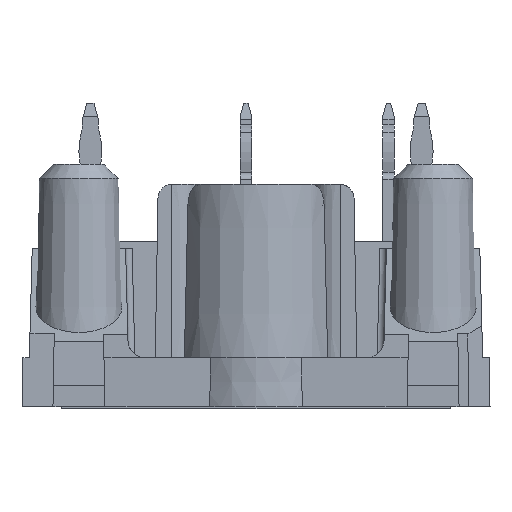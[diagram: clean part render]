
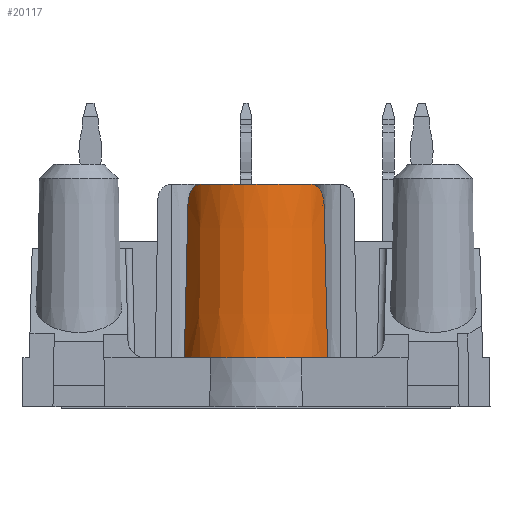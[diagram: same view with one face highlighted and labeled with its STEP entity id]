
A CAD part, left-side view. The second image highlights one B-rep face of the part: STEP entity #20117.
In plain terms, the highlighted conical face has half-angle 1 degrees and reference radius 5.5 mm.
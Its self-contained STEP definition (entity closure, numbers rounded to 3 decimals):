
#25=B_SPLINE_CURVE_WITH_KNOTS('',3,(#26847,#26848,#26849,#26850,#26851,
#26852,#26853,#26854,#26855,#26856,#26857,#26858,#26859,#26860,#26861,#26862,
#26863,#26864,#26865,#26866,#26867,#26868,#26869,#26870,#26871,#26872,#26873,
#26874,#26875,#26876,#26877,#26878,#26879,#26880,#26881,#26882,#26883,#26884,
#26885,#26886),.UNSPECIFIED.,.F.,.F.,(4,1,1,2,2,2,1,1,2,1,2,2,1,1,2,2,2,
2,1,2,2,2,1,1,4),(0.,0.062,0.125,0.187,
0.203,0.219,0.25,0.312,
0.375,0.406,0.422,0.437,
0.5,0.562,0.625,0.641,
0.656,0.687,0.75,0.812,
0.844,0.859,0.875,0.937,
1.),.UNSPECIFIED.);
#27=B_SPLINE_CURVE_WITH_KNOTS('',3,(#26936,#26937,#26938,#26939,#26940,
#26941,#26942,#26943,#26944,#26945,#26946,#26947,#26948,#26949,#26950,#26951,
#26952,#26953,#26954,#26955,#26956,#26957,#26958,#26959,#26960,#26961,#26962,
#26963,#26964,#26965,#26966,#26967,#26968,#26969,#26970,#26971),
 .UNSPECIFIED.,.F.,.F.,(4,1,1,2,2,1,1,2,2,2,1,1,2,2,2,1,1,2,1,2,2,1,4),
(0.,0.062,0.125,0.187,0.219,
0.25,0.312,0.375,0.406,
0.437,0.5,0.562,0.625,
0.641,0.656,0.687,0.75,
0.812,0.844,0.859,0.875,
0.937,1.),.UNSPECIFIED.);
#36=B_SPLINE_CURVE_WITH_KNOTS('',3,(#27301,#27302,#27303,#27304),
 .UNSPECIFIED.,.F.,.F.,(4,4),(0.,1.),.PIECEWISE_BEZIER_KNOTS.);
#39=B_SPLINE_CURVE_WITH_KNOTS('',3,(#27322,#27323,#27324,#27325),
 .UNSPECIFIED.,.F.,.F.,(4,4),(0.,1.),.PIECEWISE_BEZIER_KNOTS.);
#315=CIRCLE('',#20941,5.29);
#342=CIRCLE('',#21017,5.5);
#343=CIRCLE('',#21018,5.5);
#344=CIRCLE('',#21019,5.5);
#763=CONICAL_SURFACE('',#21016,5.5,0.017);
#1165=ORIENTED_EDGE('',*,*,#5439,.T.);
#1166=ORIENTED_EDGE('',*,*,#5440,.F.);
#1167=ORIENTED_EDGE('',*,*,#5441,.F.);
#1168=ORIENTED_EDGE('',*,*,#5442,.F.);
#1169=ORIENTED_EDGE('',*,*,#5433,.F.);
#1170=ORIENTED_EDGE('',*,*,#5355,.F.);
#1171=ORIENTED_EDGE('',*,*,#5351,.T.);
#1172=ORIENTED_EDGE('',*,*,#5349,.F.);
#5349=EDGE_CURVE('',#7505,#7506,#25,.T.);
#5351=EDGE_CURVE('',#7507,#7506,#315,.F.);
#5355=EDGE_CURVE('',#7507,#7510,#27,.T.);
#5433=EDGE_CURVE('',#7510,#7567,#36,.T.);
#5439=EDGE_CURVE('',#7505,#7570,#39,.T.);
#5440=EDGE_CURVE('',#7571,#7570,#342,.T.);
#5441=EDGE_CURVE('',#7572,#7571,#343,.T.);
#5442=EDGE_CURVE('',#7567,#7572,#344,.T.);
#7505=VERTEX_POINT('',#26846);
#7506=VERTEX_POINT('',#26887);
#7507=VERTEX_POINT('',#26891);
#7510=VERTEX_POINT('',#26972);
#7567=VERTEX_POINT('',#27305);
#7570=VERTEX_POINT('',#27321);
#7571=VERTEX_POINT('',#27328);
#7572=VERTEX_POINT('',#27330);
#12117=EDGE_LOOP('',(#1165,#1166,#1167,#1168,#1169,#1170,#1171,#1172));
#13019=FACE_BOUND('',#12117,.T.);
#20117=ADVANCED_FACE('',(#13019),#763,.T.);
#20941=AXIS2_PLACEMENT_3D('',#26890,#22450,#22451);
#21016=AXIS2_PLACEMENT_3D('',#27326,#22636,#22637);
#21017=AXIS2_PLACEMENT_3D('',#27327,#22638,#22639);
#21018=AXIS2_PLACEMENT_3D('',#27329,#22640,#22641);
#21019=AXIS2_PLACEMENT_3D('',#27331,#22642,#22643);
#22450=DIRECTION('',(0.,0.,1.));
#22451=DIRECTION('',(1.,0.,0.));
#22636=DIRECTION('',(0.,0.,-1.));
#22637=DIRECTION('',(-1.,0.,0.));
#22638=DIRECTION('',(0.,0.,-1.));
#22639=DIRECTION('',(-1.,0.,0.));
#22640=DIRECTION('',(0.,0.,-1.));
#22641=DIRECTION('',(-1.,0.,0.));
#22642=DIRECTION('',(0.,0.,-1.));
#22643=DIRECTION('',(-1.,0.,0.));
#26846=CARTESIAN_POINT('',(-29.929,4.728,13.976));
#26847=CARTESIAN_POINT('',(-29.929,4.728,13.976));
#26848=CARTESIAN_POINT('',(-29.929,4.727,14.026));
#26849=CARTESIAN_POINT('',(-29.934,4.722,14.124));
#26850=CARTESIAN_POINT('',(-29.955,4.709,14.269));
#26851=CARTESIAN_POINT('',(-29.976,4.696,14.363));
#26852=CARTESIAN_POINT('',(-29.993,4.686,14.422));
#26853=CARTESIAN_POINT('',(-29.996,4.684,14.434));
#26854=CARTESIAN_POINT('',(-30.003,4.68,14.457));
#26855=CARTESIAN_POINT('',(-30.007,4.677,14.469));
#26856=CARTESIAN_POINT('',(-30.018,4.671,14.504));
#26857=CARTESIAN_POINT('',(-30.042,4.656,14.572));
#26858=CARTESIAN_POINT('',(-30.089,4.628,14.682));
#26859=CARTESIAN_POINT('',(-30.134,4.601,14.765));
#26860=CARTESIAN_POINT('',(-30.17,4.579,14.825));
#26861=CARTESIAN_POINT('',(-30.188,4.568,14.855));
#26862=CARTESIAN_POINT('',(-30.208,4.556,14.884));
#26863=CARTESIAN_POINT('',(-30.221,4.547,14.903));
#26864=CARTESIAN_POINT('',(-30.228,4.543,14.912));
#26865=CARTESIAN_POINT('',(-30.262,4.522,14.959));
#26866=CARTESIAN_POINT('',(-30.319,4.485,15.031));
#26867=CARTESIAN_POINT('',(-30.411,4.424,15.127));
#26868=CARTESIAN_POINT('',(-30.477,4.378,15.184));
#26869=CARTESIAN_POINT('',(-30.52,4.348,15.217));
#26870=CARTESIAN_POINT('',(-30.528,4.342,15.223));
#26871=CARTESIAN_POINT('',(-30.546,4.33,15.236));
#26872=CARTESIAN_POINT('',(-30.554,4.323,15.242));
#26873=CARTESIAN_POINT('',(-30.58,4.304,15.261));
#26874=CARTESIAN_POINT('',(-30.598,4.292,15.272));
#26875=CARTESIAN_POINT('',(-30.651,4.252,15.305));
#26876=CARTESIAN_POINT('',(-30.722,4.198,15.345));
#26877=CARTESIAN_POINT('',(-30.795,4.14,15.376));
#26878=CARTESIAN_POINT('',(-30.849,4.095,15.396));
#26879=CARTESIAN_POINT('',(-30.868,4.08,15.403));
#26880=CARTESIAN_POINT('',(-30.896,4.057,15.411));
#26881=CARTESIAN_POINT('',(-30.905,4.049,15.414));
#26882=CARTESIAN_POINT('',(-30.923,4.033,15.419));
#26883=CARTESIAN_POINT('',(-30.969,3.994,15.431));
#26884=CARTESIAN_POINT('',(-31.052,3.921,15.446));
#26885=CARTESIAN_POINT('',(-31.124,3.854,15.45));
#26886=CARTESIAN_POINT('',(-31.16,3.819,15.45));
#26887=CARTESIAN_POINT('',(-31.16,3.819,15.45));
#26890=CARTESIAN_POINT('',(-27.5,0.,15.45));
#26891=CARTESIAN_POINT('',(-31.16,-3.819,15.45));
#26936=CARTESIAN_POINT('',(-31.16,-3.819,15.45));
#26937=CARTESIAN_POINT('',(-31.124,-3.854,15.45));
#26938=CARTESIAN_POINT('',(-31.052,-3.921,15.446));
#26939=CARTESIAN_POINT('',(-30.943,-4.017,15.426));
#26940=CARTESIAN_POINT('',(-30.87,-4.079,15.404));
#26941=CARTESIAN_POINT('',(-30.815,-4.124,15.384));
#26942=CARTESIAN_POINT('',(-30.796,-4.139,15.377));
#26943=CARTESIAN_POINT('',(-30.76,-4.168,15.361));
#26944=CARTESIAN_POINT('',(-30.705,-4.211,15.336));
#26945=CARTESIAN_POINT('',(-30.616,-4.279,15.286));
#26946=CARTESIAN_POINT('',(-30.547,-4.329,15.238));
#26947=CARTESIAN_POINT('',(-30.496,-4.365,15.198));
#26948=CARTESIAN_POINT('',(-30.479,-4.376,15.185));
#26949=CARTESIAN_POINT('',(-30.446,-4.399,15.156));
#26950=CARTESIAN_POINT('',(-30.43,-4.411,15.142));
#26951=CARTESIAN_POINT('',(-30.381,-4.444,15.096));
#26952=CARTESIAN_POINT('',(-30.319,-4.485,15.032));
#26953=CARTESIAN_POINT('',(-30.234,-4.539,14.925));
#26954=CARTESIAN_POINT('',(-30.183,-4.571,14.848));
#26955=CARTESIAN_POINT('',(-30.153,-4.589,14.797));
#26956=CARTESIAN_POINT('',(-30.147,-4.593,14.787));
#26957=CARTESIAN_POINT('',(-30.135,-4.6,14.766));
#26958=CARTESIAN_POINT('',(-30.129,-4.604,14.756));
#26959=CARTESIAN_POINT('',(-30.113,-4.614,14.724));
#26960=CARTESIAN_POINT('',(-30.08,-4.634,14.661));
#26961=CARTESIAN_POINT('',(-30.033,-4.662,14.551));
#26962=CARTESIAN_POINT('',(-30.003,-4.679,14.46));
#26963=CARTESIAN_POINT('',(-29.984,-4.691,14.39));
#26964=CARTESIAN_POINT('',(-29.975,-4.697,14.354));
#26965=CARTESIAN_POINT('',(-29.967,-4.702,14.318));
#26966=CARTESIAN_POINT('',(-29.962,-4.705,14.294));
#26967=CARTESIAN_POINT('',(-29.959,-4.706,14.282));
#26968=CARTESIAN_POINT('',(-29.948,-4.713,14.222));
#26969=CARTESIAN_POINT('',(-29.934,-4.722,14.124));
#26970=CARTESIAN_POINT('',(-29.929,-4.727,14.026));
#26971=CARTESIAN_POINT('',(-29.929,-4.728,13.976));
#26972=CARTESIAN_POINT('',(-29.929,-4.728,13.976));
#27301=CARTESIAN_POINT('',(-29.929,-4.728,13.976));
#27302=CARTESIAN_POINT('',(-29.9,-4.812,10.451));
#27303=CARTESIAN_POINT('',(-29.871,-4.895,6.925));
#27304=CARTESIAN_POINT('',(-29.841,-4.977,3.4));
#27305=CARTESIAN_POINT('',(-29.841,-4.977,3.4));
#27321=CARTESIAN_POINT('',(-29.841,4.977,3.4));
#27322=CARTESIAN_POINT('',(-29.929,4.728,13.976));
#27323=CARTESIAN_POINT('',(-29.9,4.812,10.451));
#27324=CARTESIAN_POINT('',(-29.871,4.895,6.925));
#27325=CARTESIAN_POINT('',(-29.841,4.977,3.4));
#27326=CARTESIAN_POINT('',(-27.5,0.,3.4));
#27327=CARTESIAN_POINT('',(-27.5,0.,3.4));
#27328=CARTESIAN_POINT('',(-32.,3.162,3.4));
#27329=CARTESIAN_POINT('',(-27.5,0.,3.4));
#27330=CARTESIAN_POINT('',(-32.,-3.162,3.4));
#27331=CARTESIAN_POINT('',(-27.5,0.,3.4));
